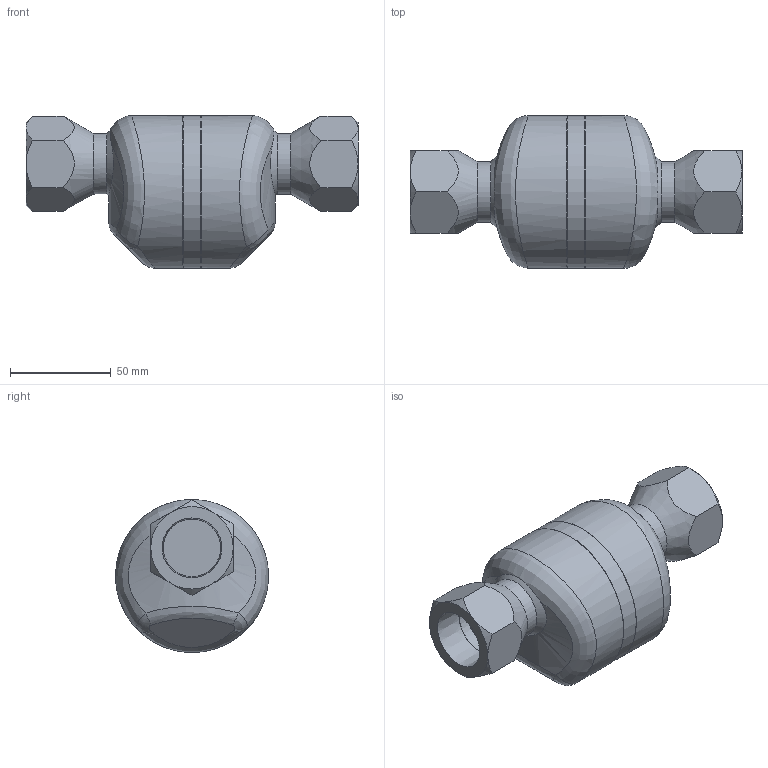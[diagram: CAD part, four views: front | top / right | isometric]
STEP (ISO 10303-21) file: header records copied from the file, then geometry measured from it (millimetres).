
FILE_DESCRIPTION((''),'2;1');
FILE_NAME('ss3n0-025-screw-00.stp','2009-12-22T13:20:39',('nakaot'),(''),'Autodesk Inventor 2008','Autodesk Inventor 2008','');
FILE_SCHEMA(('AUTOMOTIVE_DESIGN { 1 0 10303 214 1 1 1 1 }'));
Length unit declared in the file: millimetre
Products named in the file (1): ss3n0-025-screw-00
Bounding box: 165 x 76 x 76 mm (x, y, z)
Volume: 407221.6 mm3; surface area: 46840.5 mm2
Topology: 1 solids, 1 shells, 64 faces, 138 edges, 84 vertices
Faces by surface type: bspline 35, plane 13, cone 9, cylinder 7
Full cylindrical faces by diameter (mm): 28.575 x1, 30 x1, 60 x2, 76 x2
Entity records: 4309 total; most frequent: CARTESIAN_POINT 3219, ORIENTED_EDGE 234, DIRECTION 170, EDGE_CURVE 117, EDGE_LOOP 87, AXIS2_PLACEMENT_3D 79, VERTEX_POINT 78, FACE_OUTER_BOUND 64
